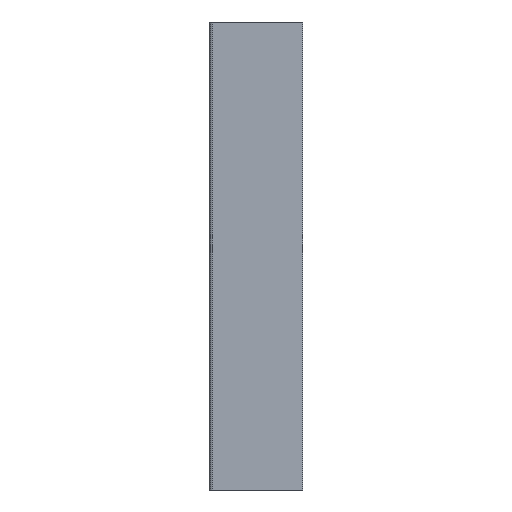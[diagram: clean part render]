
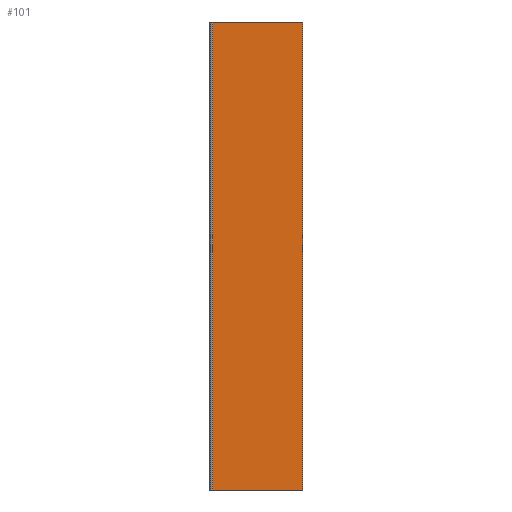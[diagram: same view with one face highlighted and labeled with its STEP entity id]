
A CAD part, left-side view. The second image highlights one B-rep face of the part: STEP entity #101.
In plain terms, the highlighted planar face has unit normal (-1, 0, 0).
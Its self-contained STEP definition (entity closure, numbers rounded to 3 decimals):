
#101=ADVANCED_FACE('',(#125),#126,.T.);
#125=FACE_OUTER_BOUND('',#162,.T.);
#126=PLANE('',#163);
#162=EDGE_LOOP('',(#208,#209,#210,#211));
#163=AXIS2_PLACEMENT_3D('',#212,#213,#214);
#208=ORIENTED_EDGE('',*,*,#349,.F.);
#209=ORIENTED_EDGE('',*,*,#351,.T.);
#210=ORIENTED_EDGE('',*,*,#352,.T.);
#211=ORIENTED_EDGE('',*,*,#353,.T.);
#212=CARTESIAN_POINT('',(-17.0,-11.5,0.0));
#213=DIRECTION('',(-1.0,0.,0.0));
#214=DIRECTION('',(0.,1.0,0.0));
#349=EDGE_CURVE('',#400,#402,#403,.T.);
#351=EDGE_CURVE('',#400,#405,#406,.T.);
#352=EDGE_CURVE('',#405,#407,#408,.T.);
#353=EDGE_CURVE('',#407,#402,#409,.F.);
#400=VERTEX_POINT('',#482);
#402=VERTEX_POINT('',#484);
#403=LINE('',#485,#486);
#405=VERTEX_POINT('',#488);
#406=LINE('',#489,#490);
#407=VERTEX_POINT('',#491);
#408=LINE('',#492,#493);
#409=LINE('',#494,#495);
#482=CARTESIAN_POINT('',(-17.0,14.5,-67.5));
#484=CARTESIAN_POINT('',(-17.0,14.5,67.5));
#485=CARTESIAN_POINT('',(-17.0,14.5,0.0));
#486=VECTOR('',#607,1.0);
#488=CARTESIAN_POINT('',(-17.0,-11.5,-67.5));
#489=CARTESIAN_POINT('',(-17.0,-3.301,-67.5));
#490=VECTOR('',#611,1.0);
#491=CARTESIAN_POINT('',(-17.0,-11.5,67.5));
#492=CARTESIAN_POINT('',(-17.0,-11.5,0.0));
#493=VECTOR('',#612,1.0);
#494=CARTESIAN_POINT('',(-17.0,-3.301,67.5));
#495=VECTOR('',#613,1.0);
#607=DIRECTION('',(0.0,0.0,1.0));
#611=DIRECTION('',(0.,-1.0,0.0));
#612=DIRECTION('',(0.0,0.0,1.0));
#613=DIRECTION('',(0.,-1.0,0.0));
